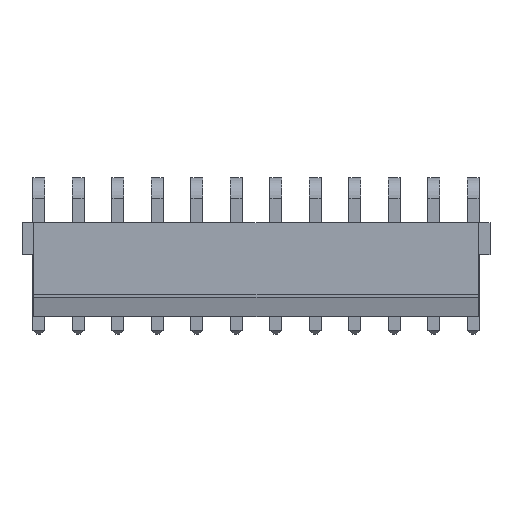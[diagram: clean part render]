
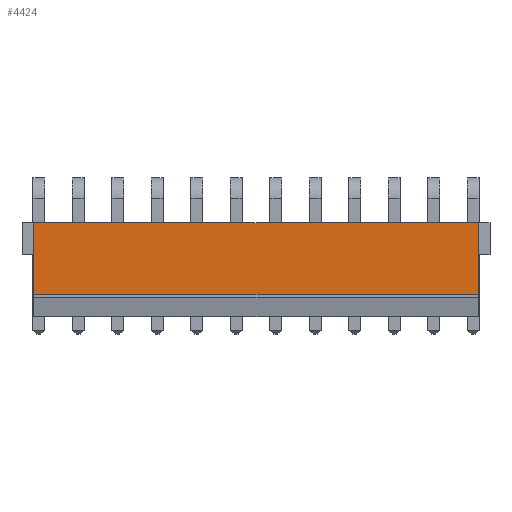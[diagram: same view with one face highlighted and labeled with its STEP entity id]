
A CAD part, top view. The second image highlights one B-rep face of the part: STEP entity #4424.
In plain terms, the highlighted planar face has unit normal (0, 0, 1).
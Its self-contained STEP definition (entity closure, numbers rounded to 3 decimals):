
#210=FACE_OUTER_BOUND('',#513,.T.);
#513=EDGE_LOOP('',(#3148,#3149,#3150,#3151));
#894=LINE('',#6644,#1459);
#898=LINE('',#6652,#1463);
#899=LINE('',#6654,#1464);
#900=LINE('',#6655,#1465);
#1459=VECTOR('',#5346,10.);
#1463=VECTOR('',#5352,10.);
#1464=VECTOR('',#5353,10.);
#1465=VECTOR('',#5354,10.);
#1974=VERTEX_POINT('',#6641);
#1975=VERTEX_POINT('',#6643);
#1978=VERTEX_POINT('',#6651);
#1979=VERTEX_POINT('',#6653);
#2384=EDGE_CURVE('',#1974,#1975,#894,.T.);
#2388=EDGE_CURVE('',#1978,#1974,#898,.F.);
#2389=EDGE_CURVE('',#1979,#1978,#899,.T.);
#2390=EDGE_CURVE('',#1975,#1979,#900,.T.);
#3148=ORIENTED_EDGE('',*,*,#2388,.F.);
#3149=ORIENTED_EDGE('',*,*,#2389,.F.);
#3150=ORIENTED_EDGE('',*,*,#2390,.F.);
#3151=ORIENTED_EDGE('',*,*,#2384,.F.);
#4145=PLANE('',#4765);
#4424=ADVANCED_FACE('',(#210),#4145,.F.);
#4765=AXIS2_PLACEMENT_3D('',#6650,#5350,#5351);
#5346=DIRECTION('',(0.,1.,0.));
#5350=DIRECTION('center_axis',(0.,0.,-1.));
#5351=DIRECTION('ref_axis',(1.,0.,0.));
#5352=DIRECTION('',(1.,0.,0.));
#5353=DIRECTION('',(0.,-1.,0.));
#5354=DIRECTION('',(1.,0.,0.));
#6641=CARTESIAN_POINT('',(-0.5,-11.2,8.15));
#6643=CARTESIAN_POINT('',(-0.5,-3.95,8.15));
#6644=CARTESIAN_POINT('',(-0.5,-5.575,8.15));
#6650=CARTESIAN_POINT('Origin',(-0.5,-3.95,8.15));
#6651=CARTESIAN_POINT('',(44.5,-11.2,8.15));
#6652=CARTESIAN_POINT('',(10.75,-11.2,8.15));
#6653=CARTESIAN_POINT('',(44.5,-3.95,8.15));
#6654=CARTESIAN_POINT('',(44.5,-5.575,8.15));
#6655=CARTESIAN_POINT('',(22.6,-3.95,8.15));
